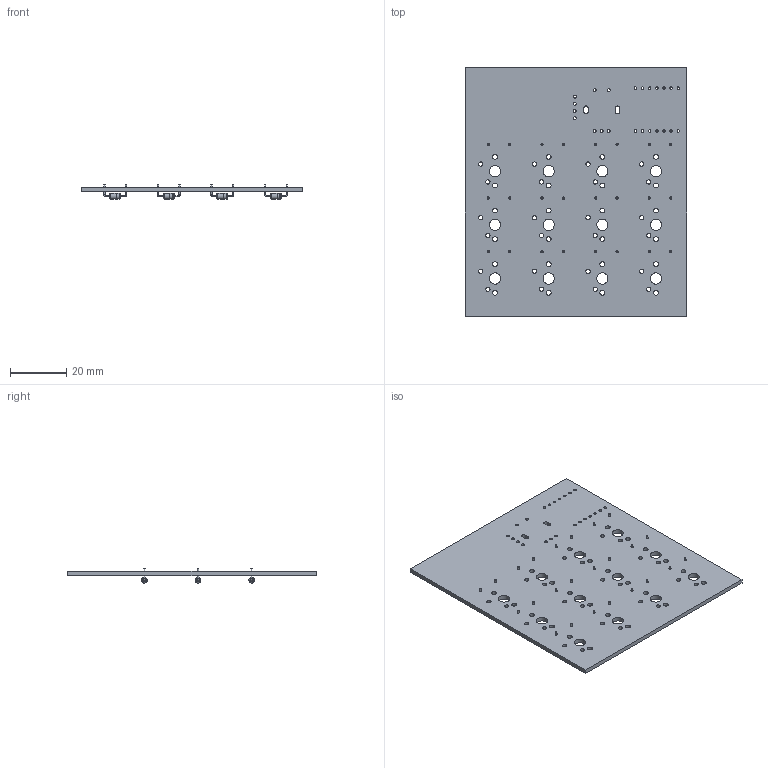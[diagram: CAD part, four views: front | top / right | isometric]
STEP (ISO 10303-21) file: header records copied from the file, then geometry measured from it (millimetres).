
FILE_DESCRIPTION(('KiCad electronic assembly'),'2;1');
FILE_NAME('test_hackpad.step','2025-12-20T16:03:25',('Pcbnew'),('Kicad') ,'Open CASCADE STEP processor 7.9','KiCad to STEP converter','Unknown' );
FILE_SCHEMA(('AUTOMOTIVE_DESIGN { 1 0 10303 214 1 1 1 1 }'));
Length unit declared in the file: millimetre
Products named in the file (3): test_hackpad 1; D_DO-35_SOD27_P7.62mm_Horizontal; test_hackpad_PCB
Assembly tree (13 placements, depth 2):
  test_hackpad 1
    D_DO-35_SOD27_P7.62mm_Horizontal  x12
    test_hackpad_PCB
Bounding box: 78.66 x 88.1 x 5.01 mm (x, y, z)
Volume: 10219.6 mm3; surface area: 15247.3 mm2
Topology: 25 solids, 25 shells, 313 faces, 645 edges, 406 vertices
Faces by surface type: cylinder 183, plane 82, torus 48
Full cylindrical faces by diameter (mm): 0.5 x36, 0.8 x24, 0.889 x14, 1 x9, 1.5 x24, 1.7 x24, 2 x24, 2.02 x12, 4 x12
Entity records: 5218 total; most frequent: DIRECTION 923, CARTESIAN_POINT 784, ORIENTED_EDGE 762, AXIS2_PLACEMENT_3D 391, EDGE_CURVE 381, FACE_BOUND 357, EDGE_LOOP 357, VERTEX_POINT 252
